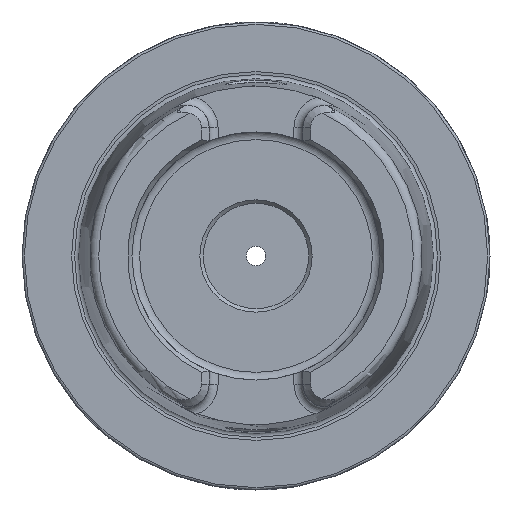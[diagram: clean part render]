
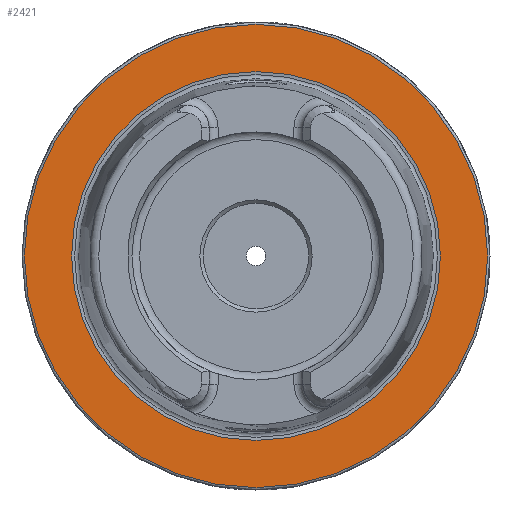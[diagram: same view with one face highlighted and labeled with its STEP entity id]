
A CAD part, left-side view. The second image highlights one B-rep face of the part: STEP entity #2421.
In plain terms, the highlighted planar face has unit normal (-1, 0, 0).
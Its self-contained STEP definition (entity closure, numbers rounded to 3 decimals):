
#374 = FACE_OUTER_BOUND ( 'NONE', #524, .T. ) ;
#430 = DIRECTION ( 'NONE',  ( 0., 0., 1. ) ) ;
#469 = PLANE ( 'NONE',  #2064 ) ;
#524 = EDGE_LOOP ( 'NONE', ( #7127 ) ) ;
#961 = EDGE_LOOP ( 'NONE', ( #3881 ) ) ;
#1572 = DIRECTION ( 'NONE',  ( 0., 0., -1. ) ) ;
#2064 = AXIS2_PLACEMENT_3D ( 'NONE', #3953, #4541, #1572 ) ;
#2296 = AXIS2_PLACEMENT_3D ( 'NONE', #2838, #2315, #5346 ) ;
#2315 = DIRECTION ( 'NONE',  ( -1., 0., 0. ) ) ;
#2421 = ADVANCED_FACE ( 'NONE', ( #5257, #374 ), #469, .F. ) ;
#2754 = CARTESIAN_POINT ( 'NONE',  ( 0., 0., 0. ) ) ;
#2838 = CARTESIAN_POINT ( 'NONE',  ( 0., 0., 0. ) ) ;
#3362 = DIRECTION ( 'NONE',  ( -1., 0., 0. ) ) ;
#3539 = CIRCLE ( 'NONE', #6898, 49.5 ) ;
#3681 = CARTESIAN_POINT ( 'NONE',  ( 0., 0., 49.5 ) ) ;
#3881 = ORIENTED_EDGE ( 'NONE', *, *, #5485, .F. ) ;
#3953 = CARTESIAN_POINT ( 'NONE',  ( 0., 49.5, 0. ) ) ;
#3954 = EDGE_CURVE ( 'NONE', #7145, #7145, #3539, .T. ) ;
#4541 = DIRECTION ( 'NONE',  ( 1., 0., 0. ) ) ;
#5257 = FACE_BOUND ( 'NONE', #961, .T. ) ;
#5346 = DIRECTION ( 'NONE',  ( 0., 0., 1. ) ) ;
#5485 = EDGE_CURVE ( 'NONE', #5995, #5995, #7642, .T. ) ;
#5995 = VERTEX_POINT ( 'NONE', #6219 ) ;
#6219 = CARTESIAN_POINT ( 'NONE',  ( 0., 0., 39.405 ) ) ;
#6898 = AXIS2_PLACEMENT_3D ( 'NONE', #2754, #3362, #430 ) ;
#7127 = ORIENTED_EDGE ( 'NONE', *, *, #3954, .T. ) ;
#7145 = VERTEX_POINT ( 'NONE', #3681 ) ;
#7642 = CIRCLE ( 'NONE', #2296, 39.405 ) ;
